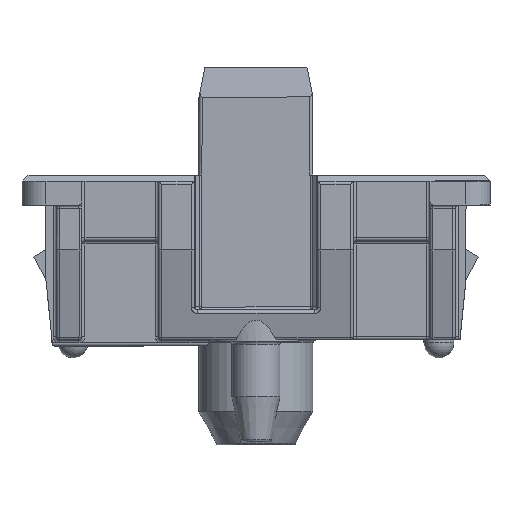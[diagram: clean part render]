
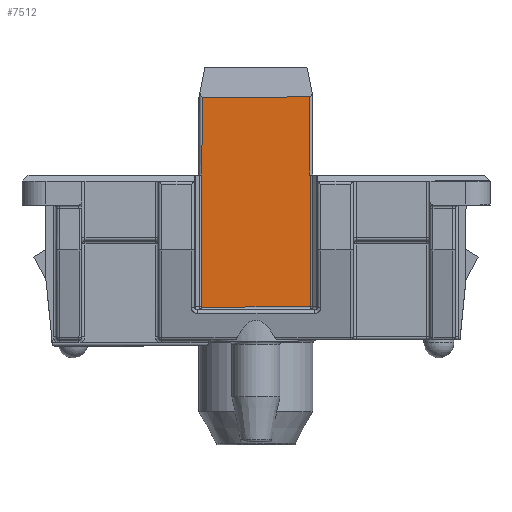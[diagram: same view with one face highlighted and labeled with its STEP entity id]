
A CAD part, left-side view. The second image highlights one B-rep face of the part: STEP entity #7512.
In plain terms, the highlighted planar face has unit normal (-1, 0, 0).
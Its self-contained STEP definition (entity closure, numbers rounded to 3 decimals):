
#202=LINE('',#11507,#963);
#252=LINE('',#11628,#1013);
#601=LINE('',#12400,#1362);
#602=LINE('',#12403,#1363);
#603=LINE('',#12404,#1364);
#604=LINE('',#12406,#1365);
#605=LINE('',#12408,#1366);
#606=LINE('',#12409,#1367);
#963=VECTOR('',#9040,1000.);
#1013=VECTOR('',#9124,1000.);
#1362=VECTOR('',#9747,1000.);
#1363=VECTOR('',#9748,1000.);
#1364=VECTOR('',#9749,1000.);
#1365=VECTOR('',#9750,1000.);
#1366=VECTOR('',#9751,1000.);
#1367=VECTOR('',#9752,1000.);
#1686=PLANE('',#8091);
#3080=ORIENTED_EDGE('',*,*,#4939,.T.);
#3081=ORIENTED_EDGE('',*,*,#4940,.T.);
#3082=ORIENTED_EDGE('',*,*,#4556,.T.);
#3083=ORIENTED_EDGE('',*,*,#4941,.T.);
#3084=ORIENTED_EDGE('',*,*,#4942,.T.);
#3085=ORIENTED_EDGE('',*,*,#4943,.T.);
#3086=ORIENTED_EDGE('',*,*,#4496,.T.);
#3087=ORIENTED_EDGE('',*,*,#4944,.T.);
#4496=EDGE_CURVE('',#5562,#5561,#202,.T.);
#4556=EDGE_CURVE('',#5616,#5615,#252,.T.);
#4939=EDGE_CURVE('',#5886,#5887,#601,.T.);
#4940=EDGE_CURVE('',#5887,#5616,#602,.T.);
#4941=EDGE_CURVE('',#5615,#5888,#603,.T.);
#4942=EDGE_CURVE('',#5888,#5889,#604,.T.);
#4943=EDGE_CURVE('',#5889,#5562,#605,.T.);
#4944=EDGE_CURVE('',#5561,#5886,#606,.T.);
#5561=VERTEX_POINT('',#11506);
#5562=VERTEX_POINT('',#11508);
#5615=VERTEX_POINT('',#11627);
#5616=VERTEX_POINT('',#11629);
#5886=VERTEX_POINT('',#12401);
#5887=VERTEX_POINT('',#12402);
#5888=VERTEX_POINT('',#12405);
#5889=VERTEX_POINT('',#12407);
#6489=EDGE_LOOP('',(#3080,#3081,#3082,#3083,#3084,#3085,#3086,#3087));
#7007=FACE_BOUND('',#6489,.T.);
#7512=ADVANCED_FACE('',(#7007),#1686,.F.);
#8091=AXIS2_PLACEMENT_3D('',#12399,#9745,#9746);
#9040=DIRECTION('',(0.,1.,0.));
#9124=DIRECTION('',(0.,1.,0.));
#9745=DIRECTION('',(1.,0.,0.));
#9746=DIRECTION('',(0.,0.,1.));
#9747=DIRECTION('',(0.,-1.,0.));
#9748=DIRECTION('',(0.,0.,1.));
#9749=DIRECTION('',(0.,0.,1.));
#9750=DIRECTION('',(0.,1.,0.));
#9751=DIRECTION('',(0.,0.,-1.));
#9752=DIRECTION('',(0.,0.,-1.));
#11506=CARTESIAN_POINT('',(-22.075,20.313,6.095));
#11507=CARTESIAN_POINT('',(-22.075,25.504,6.095));
#11508=CARTESIAN_POINT('',(-22.075,20.304,6.095));
#11627=CARTESIAN_POINT('',(-22.075,16.704,6.095));
#11628=CARTESIAN_POINT('',(-22.075,25.504,6.095));
#11629=CARTESIAN_POINT('',(-22.075,16.695,6.095));
#12399=CARTESIAN_POINT('',(-22.075,16.604,9.695));
#12400=CARTESIAN_POINT('',(-22.075,16.654,1.695));
#12401=CARTESIAN_POINT('',(-22.075,20.313,1.695));
#12402=CARTESIAN_POINT('',(-22.075,16.695,1.695));
#12403=CARTESIAN_POINT('',(-22.075,16.695,6.095));
#12404=CARTESIAN_POINT('',(-22.075,16.704,9.695));
#12405=CARTESIAN_POINT('',(-22.075,16.704,8.695));
#12406=CARTESIAN_POINT('',(-22.075,16.604,8.695));
#12407=CARTESIAN_POINT('',(-22.075,20.304,8.695));
#12408=CARTESIAN_POINT('',(-22.075,20.304,9.695));
#12409=CARTESIAN_POINT('',(-22.075,20.313,1.595));
